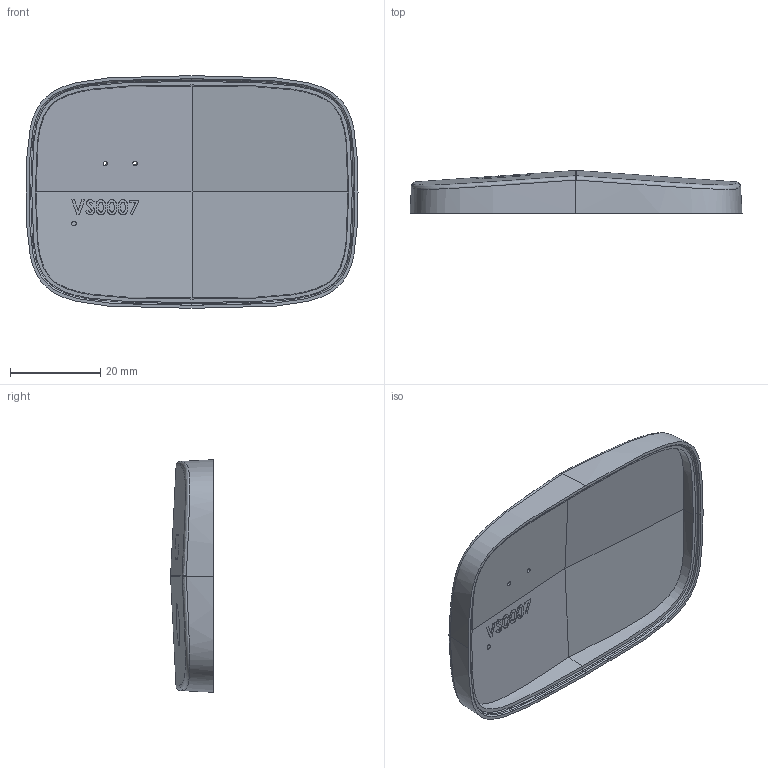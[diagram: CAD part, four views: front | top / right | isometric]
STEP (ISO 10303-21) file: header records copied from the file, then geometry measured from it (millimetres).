
FILE_DESCRIPTION (( 'STEP AP214' ), '1' );
FILE_NAME ('VS0007-A(Most Basic with pinholes).STEP', '2017-05-09T15:28:44', ( '' ), ( '' ), 'SwSTEP 2.0', 'SolidWorks 2016', '' );
FILE_SCHEMA (( 'AUTOMOTIVE_DESIGN' ));
Length unit declared in the file: millimetre
Products named in the file (1): VS0007-A(Most Basic with pinholes)
Bounding box: 73.5 x 9.49 x 51.5 mm (x, y, z)
Volume: 11810 mm3; surface area: 9207.3 mm2
Topology: 1 solids, 1 shells, 161 faces, 401 edges, 257 vertices
Faces by surface type: bspline 96, plane 52, cylinder 12, sphere 1
Entity records: 11522 total; most frequent: CARTESIAN_POINT 8285, ORIENTED_EDGE 796, DIRECTION 408, EDGE_CURVE 398, VERTEX_POINT 255, EDGE_LOOP 181, B_SPLINE_CURVE_WITH_KNOTS 176, VECTOR 168
